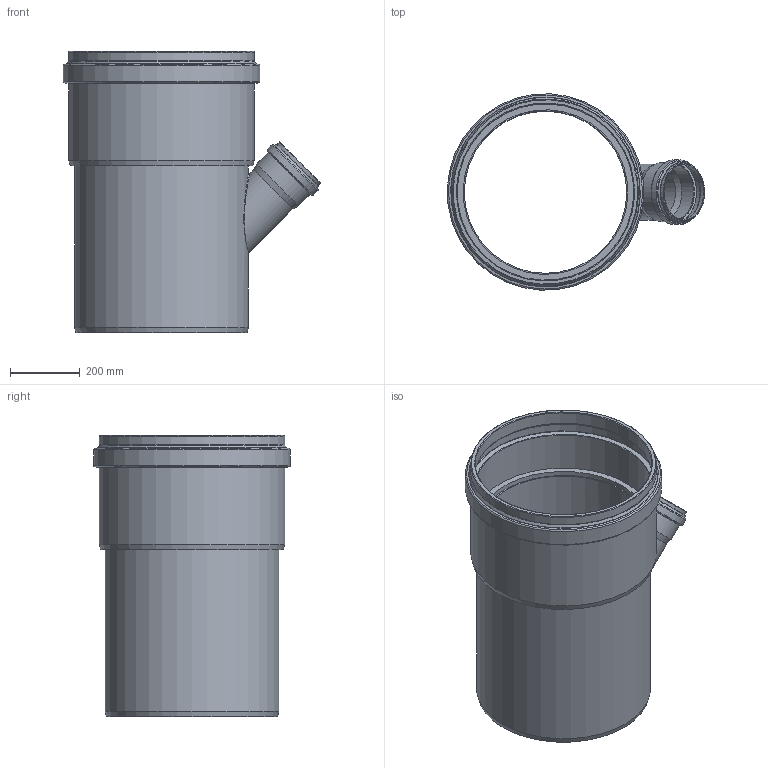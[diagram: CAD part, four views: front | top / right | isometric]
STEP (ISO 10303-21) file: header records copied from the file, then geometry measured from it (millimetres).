
FILE_DESCRIPTION(/* description */ (''),/* implementation_level */ '2;1');
FILE_NAME(/* name */ '771130 KG2000EA Abzweig DN_OD 500_160_45° Zusammenbau.stp',/* time_stamp */ '2017-02-04T11:20:20+01:00',/* author */ ('user1'),/* organization */ (''),/* preprocessor_version */ 'ST-DEVELOPER v16.1',/* originating_system */ 'Autodesk Inventor 2016',/* authorisation */ '');
FILE_SCHEMA (('AUTOMOTIVE_DESIGN { 1 0 10303 214 3 1 1 }'));
Length unit declared in the file: millimetre
Products named in the file (3): 771130 KG2000EA Abzweig DN_OD 500_160_45° Teil 2; 771130 KG2000EA Abzweig DN_OD 500_160_45° Teil 1; 771130 KG2000EA Abzweig DN_OD 500_160_45° Zusammenb
au
Assembly tree (2 placements, depth 2):
  771130 KG2000EA Abzweig DN_OD 500_160_45° Zusammenb
au
    771130 KG2000EA Abzweig DN_OD 500_160_45° Teil 2
    771130 KG2000EA Abzweig DN_OD 500_160_45° Teil 1
Bounding box: 739.67 x 564.33 x 808 mm (x, y, z)
Volume: 23418588.7 mm3; surface area: 3293388.9 mm2
Topology: 2 solids, 2 shells, 75 faces, 147 edges, 81 vertices
Faces by surface type: torus 28, cylinder 18, cone 17, plane 11, bspline 1
Full cylindrical faces by diameter (mm): 149.854 x1, 160 x1, 160.6 x1, 161 x2, 168.4 x1, 169.6 x1, 178.7 x1, 186.1 x1, 467 x1, 473.298 x1, 500 x1, 507.057 x1, 508.064 x1, 533.761 x1, 534.265 x1, 538.799 x1, 565 x1
Entity records: 1906 total; most frequent: CARTESIAN_POINT 554, DIRECTION 306, ORIENTED_EDGE 154, AXIS2_PLACEMENT_3D 153, EDGE_LOOP 151, EDGE_CURVE 77, FACE_BOUND 76, VERTEX_POINT 76
